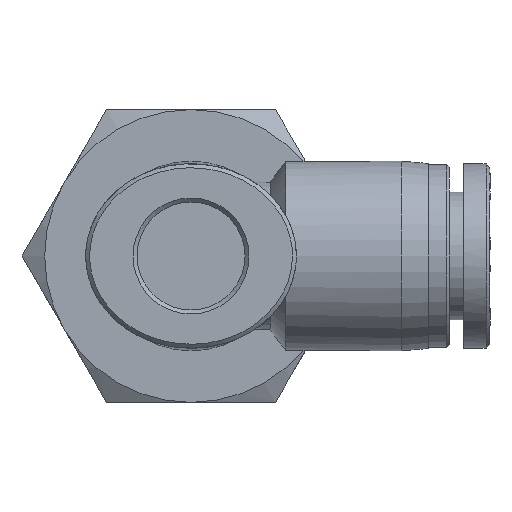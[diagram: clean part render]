
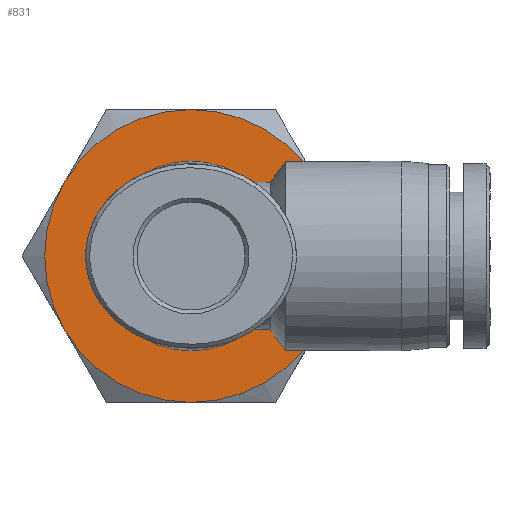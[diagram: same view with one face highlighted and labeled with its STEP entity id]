
A CAD part, left-side view. The second image highlights one B-rep face of the part: STEP entity #831.
In plain terms, the highlighted planar face has unit normal (-1, 0, 0).
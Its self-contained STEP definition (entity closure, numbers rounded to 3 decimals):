
#171=CARTESIAN_POINT('',(0.,-9.626,-5.558));
#172=VERTEX_POINT('',#171);
#186=CARTESIAN_POINT('',(0.,-9.626,5.557));
#187=VERTEX_POINT('',#186);
#201=CARTESIAN_POINT('',(0.,0.0,0.0));
#202=DIRECTION('',(-1.0,0.0,0.0));
#203=DIRECTION('',(0.0,1.0,0.0));
#204=AXIS2_PLACEMENT_3D('',#201,#202,#203);
#205=CIRCLE('',#204,11.115);
#206=EDGE_CURVE('',#172,#187,#205,.T.);
#218=CARTESIAN_POINT('',(0.,0.,-11.115));
#219=VERTEX_POINT('',#218);
#246=CARTESIAN_POINT('',(0.,0.0,0.0));
#247=DIRECTION('',(-1.0,0.0,0.0));
#248=DIRECTION('',(0.0,1.0,0.0));
#249=AXIS2_PLACEMENT_3D('',#246,#247,#248);
#250=CIRCLE('',#249,11.115);
#251=EDGE_CURVE('',#219,#172,#250,.T.);
#263=CARTESIAN_POINT('',(0.,9.626,-5.558));
#264=VERTEX_POINT('',#263);
#291=CARTESIAN_POINT('',(0.,0.0,0.0));
#292=DIRECTION('',(-1.0,0.0,0.0));
#293=DIRECTION('',(0.0,1.0,0.0));
#294=AXIS2_PLACEMENT_3D('',#291,#292,#293);
#295=CIRCLE('',#294,11.115);
#296=EDGE_CURVE('',#264,#219,#295,.T.);
#321=CARTESIAN_POINT('',(0.,9.626,5.557));
#322=VERTEX_POINT('',#321);
#323=CARTESIAN_POINT('',(0.,0.0,0.0));
#324=DIRECTION('',(-1.0,0.0,0.0));
#325=DIRECTION('',(0.0,1.0,0.0));
#326=AXIS2_PLACEMENT_3D('',#323,#324,#325);
#327=CIRCLE('',#326,11.115);
#328=EDGE_CURVE('',#322,#264,#327,.T.);
#366=CARTESIAN_POINT('',(0.,0.,11.115));
#367=VERTEX_POINT('',#366);
#368=CARTESIAN_POINT('',(0.,0.0,0.0));
#369=DIRECTION('',(-1.0,0.0,0.0));
#370=DIRECTION('',(0.0,1.0,0.0));
#371=AXIS2_PLACEMENT_3D('',#368,#369,#370);
#372=CIRCLE('',#371,11.115);
#373=EDGE_CURVE('',#367,#322,#372,.T.);
#411=CARTESIAN_POINT('',(0.,0.0,0.0));
#412=DIRECTION('',(-1.0,0.0,0.0));
#413=DIRECTION('',(0.0,1.0,0.0));
#414=AXIS2_PLACEMENT_3D('',#411,#412,#413);
#415=CIRCLE('',#414,11.115);
#416=EDGE_CURVE('',#187,#367,#415,.T.);
#818=CARTESIAN_POINT('',(0.,5.558,0.0));
#819=DIRECTION('',(-1.0,0.0,0.0));
#820=DIRECTION('',(0.0,0.0,1.0));
#821=AXIS2_PLACEMENT_3D('',#818,#819,#820);
#822=PLANE('',#821);
#823=ORIENTED_EDGE('',*,*,#416,.T.);
#824=ORIENTED_EDGE('',*,*,#373,.T.);
#825=ORIENTED_EDGE('',*,*,#328,.T.);
#826=ORIENTED_EDGE('',*,*,#296,.T.);
#827=ORIENTED_EDGE('',*,*,#251,.T.);
#828=ORIENTED_EDGE('',*,*,#206,.T.);
#829=EDGE_LOOP('',(#823,#824,#825,#826,#827,#828));
#830=FACE_OUTER_BOUND('',#829,.T.);
#831=ADVANCED_FACE('',(#830),#822,.T.);
